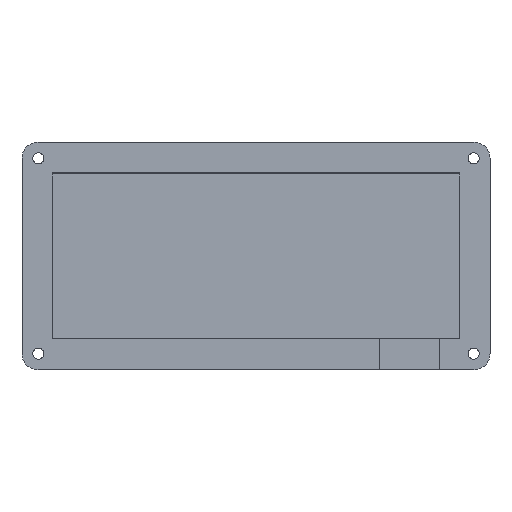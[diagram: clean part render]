
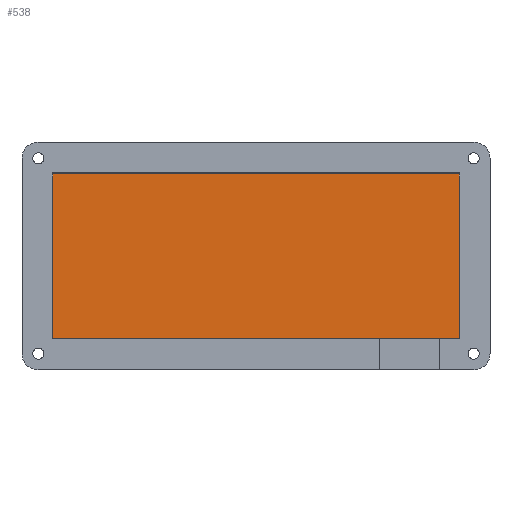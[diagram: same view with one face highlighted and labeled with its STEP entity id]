
A CAD part, top view. The second image highlights one B-rep face of the part: STEP entity #538.
In plain terms, the highlighted planar face has unit normal (0, 0, 1).
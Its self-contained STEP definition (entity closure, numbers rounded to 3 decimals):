
#77=FACE_OUTER_BOUND('',#111,.T.);
#111=EDGE_LOOP('',(#414,#415,#416,#417));
#150=LINE('',#818,#198);
#168=LINE('',#878,#216);
#169=LINE('',#880,#217);
#170=LINE('',#881,#218);
#198=VECTOR('',#651,10.);
#216=VECTOR('',#709,10.);
#217=VECTOR('',#710,10.);
#218=VECTOR('',#711,10.);
#243=VERTEX_POINT('',#815);
#244=VERTEX_POINT('',#817);
#266=VERTEX_POINT('',#877);
#267=VERTEX_POINT('',#879);
#294=EDGE_CURVE('',#243,#244,#150,.T.);
#324=EDGE_CURVE('',#266,#243,#168,.T.);
#325=EDGE_CURVE('',#267,#266,#169,.T.);
#326=EDGE_CURVE('',#244,#267,#170,.T.);
#414=ORIENTED_EDGE('',*,*,#294,.F.);
#415=ORIENTED_EDGE('',*,*,#324,.F.);
#416=ORIENTED_EDGE('',*,*,#325,.F.);
#417=ORIENTED_EDGE('',*,*,#326,.F.);
#505=PLANE('',#595);
#538=ADVANCED_FACE('',(#77),#505,.T.);
#595=AXIS2_PLACEMENT_3D('',#876,#707,#708);
#651=DIRECTION('',(-1.,0.,0.));
#707=DIRECTION('center_axis',(0.,0.,1.));
#708=DIRECTION('ref_axis',(1.,0.,0.));
#709=DIRECTION('',(0.,-1.,0.));
#710=DIRECTION('',(1.,0.,0.));
#711=DIRECTION('',(0.,1.,0.));
#815=CARTESIAN_POINT('',(100.74,-27.845,3.));
#817=CARTESIAN_POINT('',(-24.095,-27.845,3.));
#818=CARTESIAN_POINT('',(69.532,-27.845,3.));
#876=CARTESIAN_POINT('Origin',(38.323,-2.342,3.));
#877=CARTESIAN_POINT('',(100.74,23.161,3.));
#878=CARTESIAN_POINT('',(100.74,10.409,3.));
#879=CARTESIAN_POINT('',(-24.095,23.161,3.));
#880=CARTESIAN_POINT('',(7.114,23.161,3.));
#881=CARTESIAN_POINT('',(-24.095,-15.094,3.));
